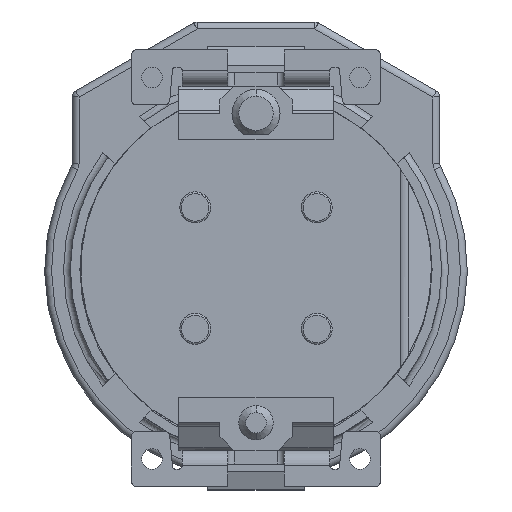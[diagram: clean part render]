
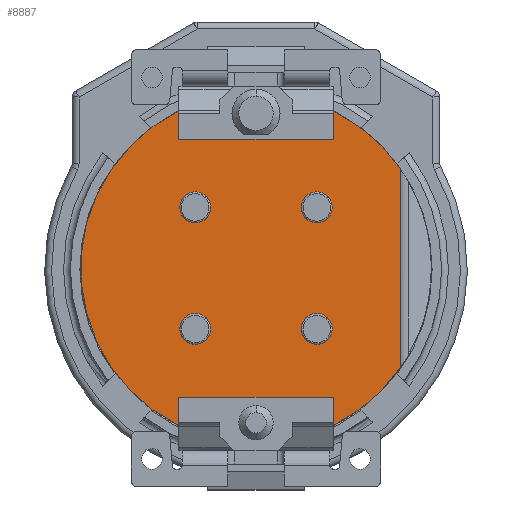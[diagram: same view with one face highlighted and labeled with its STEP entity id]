
A CAD part, top view. The second image highlights one B-rep face of the part: STEP entity #8887.
In plain terms, the highlighted planar face has unit normal (0, 0, 1).
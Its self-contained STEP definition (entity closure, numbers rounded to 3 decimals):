
#13=DIRECTION('',(0.,1.,0.));
#14=VECTOR('',#13,5.786);
#15=CARTESIAN_POINT('',(4.2,-2.893,-1.2));
#16=LINE('',#15,#14);
#17=DIRECTION('',(0.,1.,0.));
#18=VECTOR('',#17,0.827);
#19=CARTESIAN_POINT('',(2.25,-4.577,-1.2));
#20=LINE('',#19,#18);
#21=DIRECTION('',(-1.,0.,0.));
#22=VECTOR('',#21,4.5);
#23=CARTESIAN_POINT('',(2.25,-3.75,-1.2));
#24=LINE('',#23,#22);
#25=DIRECTION('',(0.,-1.,0.));
#26=VECTOR('',#25,0.827);
#27=CARTESIAN_POINT('',(-2.25,-3.75,-1.2));
#28=LINE('',#27,#26);
#29=DIRECTION('',(0.,-1.,0.));
#30=VECTOR('',#29,0.827);
#31=CARTESIAN_POINT('',(-2.25,4.577,-1.2));
#32=LINE('',#31,#30);
#33=DIRECTION('',(1.,0.,0.));
#34=VECTOR('',#33,4.5);
#35=CARTESIAN_POINT('',(-2.25,3.75,-1.2));
#36=LINE('',#35,#34);
#37=DIRECTION('',(0.,1.,0.));
#38=VECTOR('',#37,0.827);
#39=CARTESIAN_POINT('',(2.25,3.75,-1.2));
#40=LINE('',#39,#38);
#41=CARTESIAN_POINT('',(-1.768,1.768,-1.2));
#42=DIRECTION('',(0.,0.,-1.));
#43=DIRECTION('',(-0.707,-0.707,0.));
#44=AXIS2_PLACEMENT_3D('',#41,#42,#43);
#46=CARTESIAN_POINT('',(-1.768,1.768,-1.2));
#47=DIRECTION('',(0.,0.,-1.));
#48=DIRECTION('',(0.707,0.707,0.));
#49=AXIS2_PLACEMENT_3D('',#46,#47,#48);
#51=CARTESIAN_POINT('',(1.768,1.768,-1.2));
#52=DIRECTION('',(0.,0.,-1.));
#53=DIRECTION('',(-0.707,-0.707,0.));
#54=AXIS2_PLACEMENT_3D('',#51,#52,#53);
#56=CARTESIAN_POINT('',(1.768,1.768,-1.2));
#57=DIRECTION('',(0.,0.,-1.));
#58=DIRECTION('',(0.707,0.707,0.));
#59=AXIS2_PLACEMENT_3D('',#56,#57,#58);
#61=CARTESIAN_POINT('',(1.768,-1.768,-1.2));
#62=DIRECTION('',(0.,0.,-1.));
#63=DIRECTION('',(-0.707,-0.707,0.));
#64=AXIS2_PLACEMENT_3D('',#61,#62,#63);
#66=CARTESIAN_POINT('',(1.768,-1.768,-1.2));
#67=DIRECTION('',(0.,0.,-1.));
#68=DIRECTION('',(0.707,0.707,0.));
#69=AXIS2_PLACEMENT_3D('',#66,#67,#68);
#71=CARTESIAN_POINT('',(-1.768,-1.768,-1.2));
#72=DIRECTION('',(0.,0.,-1.));
#73=DIRECTION('',(-0.707,-0.707,0.));
#74=AXIS2_PLACEMENT_3D('',#71,#72,#73);
#76=CARTESIAN_POINT('',(-1.768,-1.768,-1.2));
#77=DIRECTION('',(0.,0.,-1.));
#78=DIRECTION('',(0.707,0.707,0.));
#79=AXIS2_PLACEMENT_3D('',#76,#77,#78);
#111=CARTESIAN_POINT('',(0.,0.,-1.2));
#112=DIRECTION('',(0.,0.,1.));
#113=DIRECTION('',(0.824,0.567,0.));
#114=AXIS2_PLACEMENT_3D('',#111,#112,#113);
#180=CARTESIAN_POINT('',(0.,0.,-1.2));
#181=DIRECTION('',(0.,0.,1.));
#182=DIRECTION('',(0.441,-0.897,0.));
#183=AXIS2_PLACEMENT_3D('',#180,#181,#182);
#401=CARTESIAN_POINT('',(0.,0.,-1.2));
#402=DIRECTION('',(0.,0.,-1.));
#403=DIRECTION('',(-0.441,-0.897,0.));
#404=AXIS2_PLACEMENT_3D('',#401,#402,#403);
#6915=CARTESIAN_POINT('',(2.25,-3.75,-1.2));
#6916=CARTESIAN_POINT('',(-2.25,-3.75,-1.2));
#6917=VERTEX_POINT('',#6915);
#6918=VERTEX_POINT('',#6916);
#6919=CARTESIAN_POINT('',(-2.25,-4.577,-1.2));
#6920=VERTEX_POINT('',#6919);
#6921=CARTESIAN_POINT('',(2.25,-4.577,-1.2));
#6922=VERTEX_POINT('',#6921);
#6923=CARTESIAN_POINT('',(2.25,3.75,-1.2));
#6924=CARTESIAN_POINT('',(2.25,4.577,-1.2));
#6925=VERTEX_POINT('',#6923);
#6926=VERTEX_POINT('',#6924);
#6927=CARTESIAN_POINT('',(-2.25,4.577,-1.2));
#6928=CARTESIAN_POINT('',(-2.25,3.75,-1.2));
#6929=VERTEX_POINT('',#6927);
#6930=VERTEX_POINT('',#6928);
#7811=CARTESIAN_POINT('',(4.2,-2.893,-1.2));
#7812=CARTESIAN_POINT('',(4.2,2.893,-1.2));
#7813=VERTEX_POINT('',#7811);
#7814=VERTEX_POINT('',#7812);
#8708=CARTESIAN_POINT('',(-2.051,1.485,-1.2));
#8709=CARTESIAN_POINT('',(-1.485,2.051,-1.2));
#8710=VERTEX_POINT('',#8708);
#8711=VERTEX_POINT('',#8709);
#8748=CARTESIAN_POINT('',(1.485,1.485,-1.2));
#8749=CARTESIAN_POINT('',(2.051,2.051,-1.2));
#8750=VERTEX_POINT('',#8748);
#8751=VERTEX_POINT('',#8749);
#8788=CARTESIAN_POINT('',(1.485,-2.051,-1.2));
#8789=CARTESIAN_POINT('',(2.051,-1.485,-1.2));
#8790=VERTEX_POINT('',#8788);
#8791=VERTEX_POINT('',#8789);
#8828=CARTESIAN_POINT('',(-2.051,-2.051,-1.2));
#8829=CARTESIAN_POINT('',(-1.485,-1.485,-1.2));
#8830=VERTEX_POINT('',#8828);
#8831=VERTEX_POINT('',#8829);
#8836=CARTESIAN_POINT('',(0.,0.,-1.2));
#8837=DIRECTION('',(0.,0.,1.));
#8838=DIRECTION('',(0.,1.,0.));
#8839=AXIS2_PLACEMENT_3D('',#8836,#8837,#8838);
#8840=PLANE('',#8839);
#8842=ORIENTED_EDGE('',*,*,#8841,.F.);
#8844=ORIENTED_EDGE('',*,*,#8843,.F.);
#8846=ORIENTED_EDGE('',*,*,#8845,.T.);
#8848=ORIENTED_EDGE('',*,*,#8847,.T.);
#8850=ORIENTED_EDGE('',*,*,#8849,.T.);
#8852=ORIENTED_EDGE('',*,*,#8851,.T.);
#8854=ORIENTED_EDGE('',*,*,#8853,.T.);
#8856=ORIENTED_EDGE('',*,*,#8855,.T.);
#8858=ORIENTED_EDGE('',*,*,#8857,.T.);
#8860=ORIENTED_EDGE('',*,*,#8859,.F.);
#8861=EDGE_LOOP('',(#8842,#8844,#8846,#8848,#8850,#8852,#8854,#8856,#8858,
#8860));
#8862=FACE_OUTER_BOUND('',#8861,.F.);
#8864=ORIENTED_EDGE('',*,*,#8863,.F.);
#8866=ORIENTED_EDGE('',*,*,#8865,.F.);
#8867=EDGE_LOOP('',(#8864,#8866));
#8868=FACE_BOUND('',#8867,.F.);
#8870=ORIENTED_EDGE('',*,*,#8869,.F.);
#8872=ORIENTED_EDGE('',*,*,#8871,.F.);
#8873=EDGE_LOOP('',(#8870,#8872));
#8874=FACE_BOUND('',#8873,.F.);
#8876=ORIENTED_EDGE('',*,*,#8875,.F.);
#8878=ORIENTED_EDGE('',*,*,#8877,.F.);
#8879=EDGE_LOOP('',(#8876,#8878));
#8880=FACE_BOUND('',#8879,.F.);
#8882=ORIENTED_EDGE('',*,*,#8881,.F.);
#8884=ORIENTED_EDGE('',*,*,#8883,.F.);
#8885=EDGE_LOOP('',(#8882,#8884));
#8886=FACE_BOUND('',#8885,.F.);
#45=CIRCLE('',#44,0.4);
#50=CIRCLE('',#49,0.4);
#55=CIRCLE('',#54,0.4);
#60=CIRCLE('',#59,0.4);
#65=CIRCLE('',#64,0.4);
#70=CIRCLE('',#69,0.4);
#75=CIRCLE('',#74,0.4);
#80=CIRCLE('',#79,0.4);
#115=CIRCLE('',#114,5.1);
#184=CIRCLE('',#183,5.1);
#405=CIRCLE('',#404,5.1);
#8841=EDGE_CURVE('',#7813,#7814,#16,.T.);
#8843=EDGE_CURVE('',#6922,#7813,#184,.T.);
#8845=EDGE_CURVE('',#6922,#6917,#20,.T.);
#8847=EDGE_CURVE('',#6917,#6918,#24,.T.);
#8849=EDGE_CURVE('',#6918,#6920,#28,.T.);
#8851=EDGE_CURVE('',#6920,#6929,#405,.T.);
#8853=EDGE_CURVE('',#6929,#6930,#32,.T.);
#8855=EDGE_CURVE('',#6930,#6925,#36,.T.);
#8857=EDGE_CURVE('',#6925,#6926,#40,.T.);
#8859=EDGE_CURVE('',#7814,#6926,#115,.T.);
#8863=EDGE_CURVE('',#8710,#8711,#45,.T.);
#8865=EDGE_CURVE('',#8711,#8710,#50,.T.);
#8869=EDGE_CURVE('',#8750,#8751,#55,.T.);
#8871=EDGE_CURVE('',#8751,#8750,#60,.T.);
#8875=EDGE_CURVE('',#8790,#8791,#65,.T.);
#8877=EDGE_CURVE('',#8791,#8790,#70,.T.);
#8881=EDGE_CURVE('',#8830,#8831,#75,.T.);
#8883=EDGE_CURVE('',#8831,#8830,#80,.T.);
#8887=ADVANCED_FACE('',(#8862,#8868,#8874,#8880,#8886),#8840,.T.);
